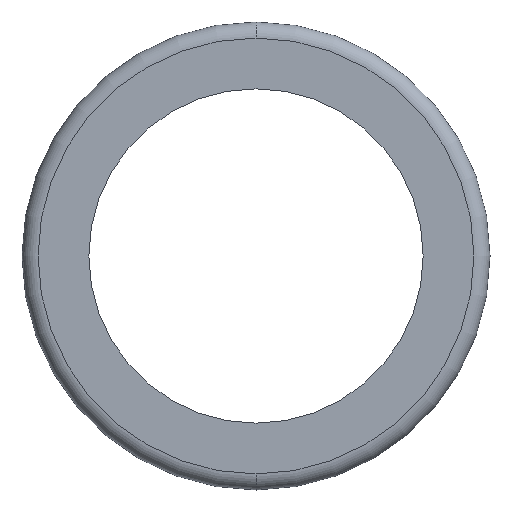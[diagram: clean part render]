
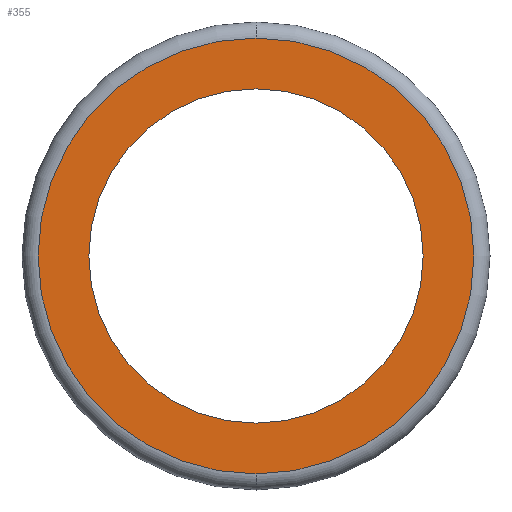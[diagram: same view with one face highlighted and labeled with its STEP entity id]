
A CAD part, front view. The second image highlights one B-rep face of the part: STEP entity #355.
In plain terms, the highlighted planar face has unit normal (0, -1, 0).
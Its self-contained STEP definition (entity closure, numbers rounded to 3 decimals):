
#126 = CIRCLE ( 'NONE', #131, 16.3 ) ;
#129 = DIRECTION ( 'NONE',  ( 0., -1., 0. ) ) ;
#130 = CARTESIAN_POINT ( 'NONE',  ( 0., 0., 0. ) ) ;
#131 = AXIS2_PLACEMENT_3D ( 'NONE', #130, #129, #132 ) ;
#132 = DIRECTION ( 'NONE',  ( 0., 0., 1. ) ) ;
#163 = VERTEX_POINT ( 'NONE', #292 ) ;
#198 = EDGE_CURVE ( 'NONE', #163, #199, #304, .T. ) ;
#199 = VERTEX_POINT ( 'NONE', #299 ) ;
#219 = VERTEX_POINT ( 'NONE', #366 ) ;
#230 = VERTEX_POINT ( 'NONE', #471 ) ;
#242 = EDGE_CURVE ( 'NONE', #219, #230, #126, .T. ) ;
#292 = CARTESIAN_POINT ( 'NONE',  ( 0., 0., 12.5 ) ) ;
#299 = CARTESIAN_POINT ( 'NONE',  ( 0., 0., -12.5 ) ) ;
#300 = DIRECTION ( 'NONE',  ( 0., 0., -1. ) ) ;
#301 = DIRECTION ( 'NONE',  ( 0., -1., 0. ) ) ;
#302 = CARTESIAN_POINT ( 'NONE',  ( 0., 0., 0. ) ) ;
#303 = AXIS2_PLACEMENT_3D ( 'NONE', #302, #301, #300 ) ;
#304 = CIRCLE ( 'NONE', #303, 12.5 ) ;
#354 = EDGE_LOOP ( 'NONE', ( #356, #358 ) ) ;
#355 = ADVANCED_FACE ( 'NONE', ( #483, #488 ), #493, .F. ) ;
#356 = ORIENTED_EDGE ( 'NONE', *, *, #357, .T. ) ;
#357 = EDGE_CURVE ( 'NONE', #230, #219, #486, .T. ) ;
#358 = ORIENTED_EDGE ( 'NONE', *, *, #242, .T. ) ;
#359 = EDGE_LOOP ( 'NONE', ( #360, #362 ) ) ;
#360 = ORIENTED_EDGE ( 'NONE', *, *, #361, .F. ) ;
#361 = EDGE_CURVE ( 'NONE', #199, #163, #497, .T. ) ;
#362 = ORIENTED_EDGE ( 'NONE', *, *, #198, .F. ) ;
#366 = CARTESIAN_POINT ( 'NONE',  ( 0., 0., -16.3 ) ) ;
#471 = CARTESIAN_POINT ( 'NONE',  ( 0., 0., 16.3 ) ) ;
#479 = DIRECTION ( 'NONE',  ( 0., -1., 0. ) ) ;
#481 = DIRECTION ( 'NONE',  ( 0., 0., -1. ) ) ;
#483 = FACE_OUTER_BOUND ( 'NONE', #354, .T. ) ;
#484 = CARTESIAN_POINT ( 'NONE',  ( 0., 0., 0. ) ) ;
#485 = AXIS2_PLACEMENT_3D ( 'NONE', #484, #499, #498 ) ;
#486 = CIRCLE ( 'NONE', #485, 16.3 ) ;
#487 = CARTESIAN_POINT ( 'NONE',  ( 0., 0., 0. ) ) ;
#488 = FACE_BOUND ( 'NONE', #359, .T. ) ;
#490 = DIRECTION ( 'NONE',  ( 0., 0., 1. ) ) ;
#491 = DIRECTION ( 'NONE',  ( 0., 1., 0. ) ) ;
#492 = AXIS2_PLACEMENT_3D ( 'NONE', #500, #491, #490 ) ;
#493 = PLANE ( 'NONE',  #492 ) ;
#496 = AXIS2_PLACEMENT_3D ( 'NONE', #487, #479, #481 ) ;
#497 = CIRCLE ( 'NONE', #496, 12.5 ) ;
#498 = DIRECTION ( 'NONE',  ( 0., 0., 1. ) ) ;
#499 = DIRECTION ( 'NONE',  ( 0., -1., 0. ) ) ;
#500 = CARTESIAN_POINT ( 'NONE',  ( -12.5, 0., 0. ) ) ;
